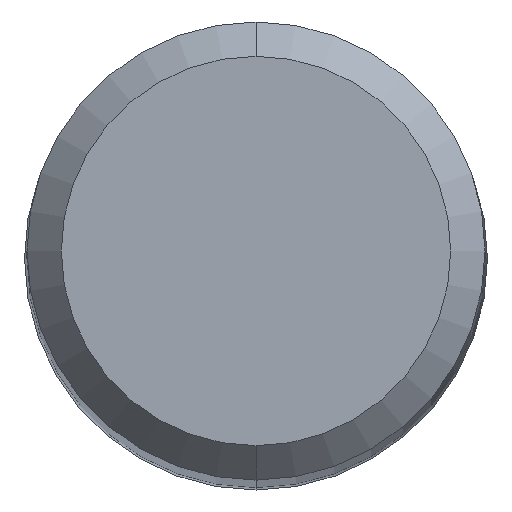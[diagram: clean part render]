
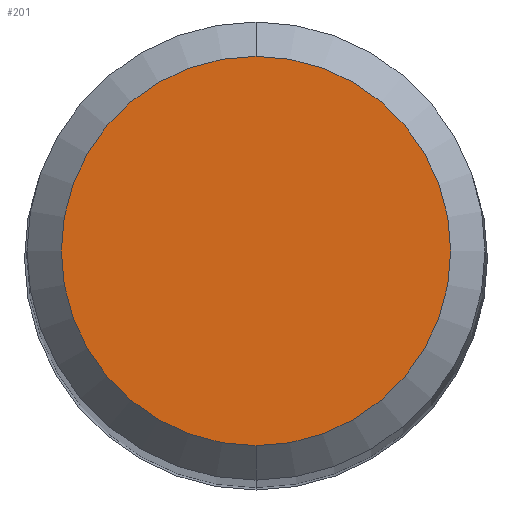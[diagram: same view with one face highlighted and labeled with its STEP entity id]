
A CAD part, top view. The second image highlights one B-rep face of the part: STEP entity #201.
In plain terms, the highlighted planar face has unit normal (0, 0, 1).
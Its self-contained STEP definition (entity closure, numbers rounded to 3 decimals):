
#201=ADVANCED_FACE('',(#534),#535,.T.);
#229=EDGE_CURVE('',#469,#417,#565,.T.);
#375=EDGE_CURVE('',#417,#469,#724,.T.);
#417=VERTEX_POINT('',#771);
#469=VERTEX_POINT('',#829);
#534=FACE_OUTER_BOUND('',#905,.T.);
#535=PLANE('',#906);
#565=CIRCLE('',#953,1.7);
#724=CIRCLE('',#1301,1.7);
#771=CARTESIAN_POINT('',(0.,-1.7,0.0));
#829=CARTESIAN_POINT('',(0.0,1.7,0.0));
#905=EDGE_LOOP('',(#1568,#1569));
#906=AXIS2_PLACEMENT_3D('',#1570,#1571,#1572);
#953=AXIS2_PLACEMENT_3D('',#1600,#1601,#1602);
#1301=AXIS2_PLACEMENT_3D('',#1773,#1774,#1775);
#1568=ORIENTED_EDGE('',*,*,#229,.F.);
#1569=ORIENTED_EDGE('',*,*,#375,.F.);
#1570=CARTESIAN_POINT('',(0.0,0.85,0.0));
#1571=DIRECTION('',(-0.0,0.0,1.0));
#1572=DIRECTION('',(0.0,-1.0,0.0));
#1600=CARTESIAN_POINT('',(0.0,0.0,0.0));
#1601=DIRECTION('',(0.0,0.0,-1.0));
#1602=DIRECTION('',(0.0,1.0,0.0));
#1773=CARTESIAN_POINT('',(0.0,0.0,0.0));
#1774=DIRECTION('',(0.0,0.0,-1.0));
#1775=DIRECTION('',(0.0,1.0,0.0));
